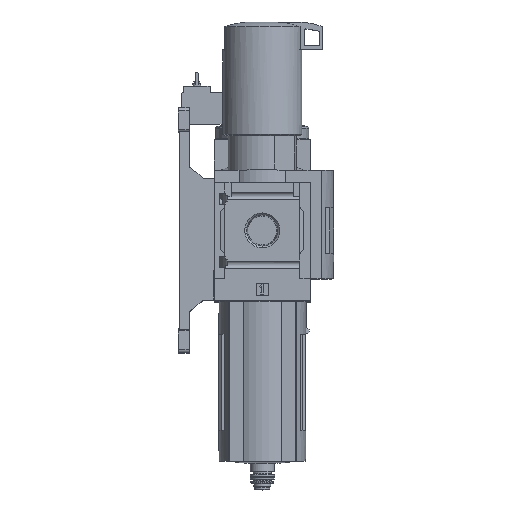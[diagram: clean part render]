
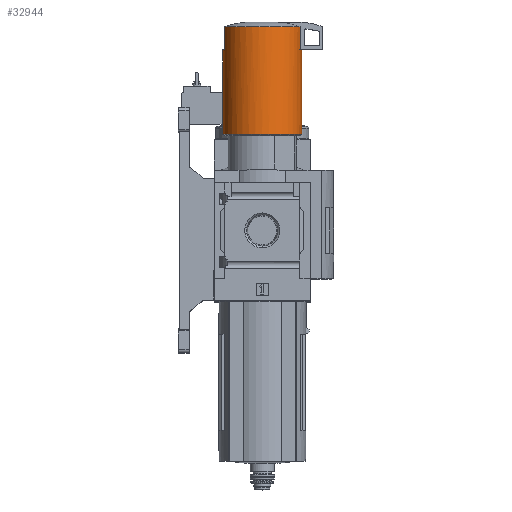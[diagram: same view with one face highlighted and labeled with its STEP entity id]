
A CAD part, top view. The second image highlights one B-rep face of the part: STEP entity #32944.
In plain terms, the highlighted cylindrical face has radius 25.5 mm (diameter 51 mm), a full revolution.
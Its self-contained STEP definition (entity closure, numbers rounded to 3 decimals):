
#1690=LINE('',#44572,#4196);
#1691=LINE('',#44576,#4197);
#1692=LINE('',#44577,#4198);
#1693=LINE('',#44585,#4199);
#4196=VECTOR('',#37377,1000.);
#4197=VECTOR('',#37380,1000.);
#4198=VECTOR('',#37381,1000.);
#4199=VECTOR('',#37388,1000.);
#6295=CIRCLE('',#34285,25.5);
#6318=CIRCLE('',#34432,25.5);
#6319=CIRCLE('',#34434,25.5);
#6320=CIRCLE('',#34435,25.5);
#6321=CIRCLE('',#34436,25.5);
#6322=CIRCLE('',#34437,25.5);
#6323=CIRCLE('',#34438,25.5);
#7990=ORIENTED_EDGE('',*,*,#14667,.F.);
#7991=ORIENTED_EDGE('',*,*,#14665,.T.);
#7992=ORIENTED_EDGE('',*,*,#14668,.T.);
#7993=ORIENTED_EDGE('',*,*,#14669,.F.);
#7994=ORIENTED_EDGE('',*,*,#14670,.F.);
#7995=ORIENTED_EDGE('',*,*,#14394,.T.);
#7996=ORIENTED_EDGE('',*,*,#14671,.F.);
#7997=ORIENTED_EDGE('',*,*,#14672,.F.);
#7998=ORIENTED_EDGE('',*,*,#14673,.F.);
#7999=ORIENTED_EDGE('',*,*,#14674,.F.);
#8000=ORIENTED_EDGE('',*,*,#14675,.T.);
#14394=EDGE_CURVE('',#17885,#17884,#6295,.T.);
#14665=EDGE_CURVE('',#18055,#18054,#6318,.T.);
#14667=EDGE_CURVE('',#18056,#18056,#6319,.T.);
#14668=EDGE_CURVE('',#18054,#18057,#1690,.T.);
#14669=EDGE_CURVE('',#18058,#18057,#6320,.T.);
#14670=EDGE_CURVE('',#17885,#18058,#1691,.T.);
#14671=EDGE_CURVE('',#18059,#17884,#1692,.F.);
#14672=EDGE_CURVE('',#18060,#18059,#6321,.T.);
#14673=EDGE_CURVE('',#18061,#18060,#6322,.T.);
#14674=EDGE_CURVE('',#18062,#18061,#6323,.T.);
#14675=EDGE_CURVE('',#18062,#18055,#1693,.F.);
#17884=VERTEX_POINT('',#44004);
#17885=VERTEX_POINT('',#44006);
#18054=VERTEX_POINT('',#44561);
#18055=VERTEX_POINT('',#44563);
#18056=VERTEX_POINT('',#44571);
#18057=VERTEX_POINT('',#44573);
#18058=VERTEX_POINT('',#44575);
#18059=VERTEX_POINT('',#44578);
#18060=VERTEX_POINT('',#44580);
#18061=VERTEX_POINT('',#44582);
#18062=VERTEX_POINT('',#44584);
#20459=EDGE_LOOP('',(#7990));
#20460=EDGE_LOOP('',(#7991,#7992,#7993,#7994,#7995,#7996,#7997,#7998,#7999,
#8000));
#22069=FACE_BOUND('',#20459,.T.);
#22070=FACE_BOUND('',#20460,.T.);
#23518=CYLINDRICAL_SURFACE('',#34433,25.5);
#32944=ADVANCED_FACE('',(#22069,#22070),#23518,.T.);
#34285=AXIS2_PLACEMENT_3D('',#44005,#36847,#36848);
#34432=AXIS2_PLACEMENT_3D('',#44562,#37371,#37372);
#34433=AXIS2_PLACEMENT_3D('',#44569,#37373,#37374);
#34434=AXIS2_PLACEMENT_3D('',#44570,#37375,#37376);
#34435=AXIS2_PLACEMENT_3D('',#44574,#37378,#37379);
#34436=AXIS2_PLACEMENT_3D('',#44579,#37382,#37383);
#34437=AXIS2_PLACEMENT_3D('',#44581,#37384,#37385);
#34438=AXIS2_PLACEMENT_3D('',#44583,#37386,#37387);
#36847=DIRECTION('',(0.,-1.,0.));
#36848=DIRECTION('',(0.,0.,-1.));
#37371=DIRECTION('',(0.,-1.,0.));
#37372=DIRECTION('',(0.,0.,-1.));
#37373=DIRECTION('',(0.,-1.,0.));
#37374=DIRECTION('',(0.,0.,-1.));
#37375=DIRECTION('',(0.,-1.,0.));
#37376=DIRECTION('',(0.,0.,-1.));
#37377=DIRECTION('',(0.,-1.,0.));
#37378=DIRECTION('',(0.,1.,0.));
#37379=DIRECTION('',(0.,0.,1.));
#37380=DIRECTION('',(0.,-1.,0.));
#37381=DIRECTION('',(0.,-1.,0.));
#37382=DIRECTION('',(0.,1.,0.));
#37383=DIRECTION('',(0.,0.,1.));
#37384=DIRECTION('',(0.,1.,0.));
#37385=DIRECTION('',(0.,0.,1.));
#37386=DIRECTION('',(0.,1.,0.));
#37387=DIRECTION('',(0.,0.,1.));
#37388=DIRECTION('',(0.,-1.,0.));
#44004=CARTESIAN_POINT('',(24.372,131.5,-7.5));
#44005=CARTESIAN_POINT('',(0.,131.5,0.));
#44006=CARTESIAN_POINT('',(-24.372,131.5,-7.5));
#44561=CARTESIAN_POINT('',(-24.372,131.5,7.5));
#44562=CARTESIAN_POINT('',(0.,131.5,0.));
#44563=CARTESIAN_POINT('',(24.372,131.5,7.5));
#44569=CARTESIAN_POINT('',(0.,39.,0.));
#44570=CARTESIAN_POINT('',(0.,62.,0.));
#44571=CARTESIAN_POINT('',(0.,62.,-25.5));
#44572=CARTESIAN_POINT('',(-24.372,39.,7.5));
#44573=CARTESIAN_POINT('',(-24.372,116.5,7.5));
#44574=CARTESIAN_POINT('',(0.,116.5,0.));
#44575=CARTESIAN_POINT('',(-24.372,116.5,-7.5));
#44576=CARTESIAN_POINT('',(-24.372,39.,-7.5));
#44577=CARTESIAN_POINT('',(24.372,39.,-7.5));
#44578=CARTESIAN_POINT('',(24.372,116.5,-7.5));
#44579=CARTESIAN_POINT('',(0.,116.5,0.));
#44580=CARTESIAN_POINT('',(24.52,116.5,-7.));
#44581=CARTESIAN_POINT('',(0.,116.5,0.));
#44582=CARTESIAN_POINT('',(24.52,116.5,7.));
#44583=CARTESIAN_POINT('',(0.,116.5,0.));
#44584=CARTESIAN_POINT('',(24.372,116.5,7.5));
#44585=CARTESIAN_POINT('',(24.372,39.,7.5));
